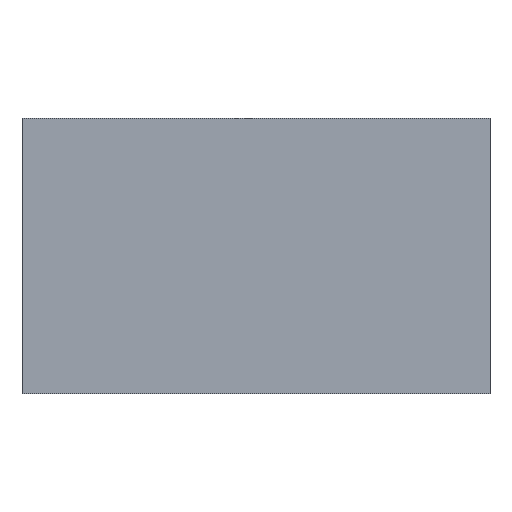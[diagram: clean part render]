
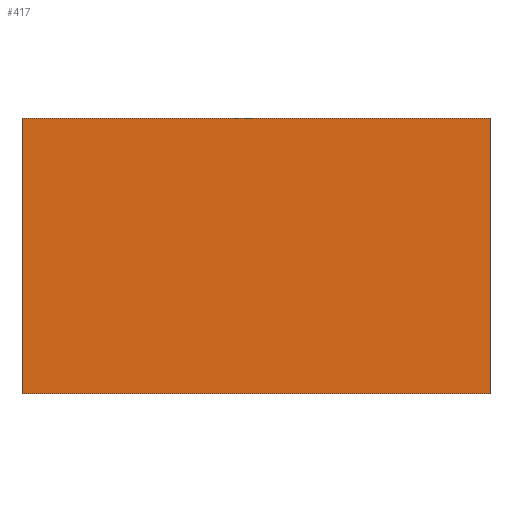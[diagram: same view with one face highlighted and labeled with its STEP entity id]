
A CAD part, front view. The second image highlights one B-rep face of the part: STEP entity #417.
In plain terms, the highlighted planar face has unit normal (0, -1, 0).
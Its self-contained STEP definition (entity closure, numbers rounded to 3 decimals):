
#361=CARTESIAN_POINT('',(8.5,-5.5,10.0));
#362=VERTEX_POINT('',#361);
#369=CARTESIAN_POINT('',(8.5,-5.5,0.0));
#370=VERTEX_POINT('',#369);
#371=CARTESIAN_POINT('',(8.5,-5.5,0.0));
#372=DIRECTION('',(0.0,0.0,1.0));
#373=VECTOR('',#372,10.0);
#374=LINE('',#371,#373);
#375=EDGE_CURVE('',#370,#362,#374,.T.);
#387=CARTESIAN_POINT('',(8.5,-5.5,0.0));
#388=DIRECTION('',(0.0,-1.0,0.0));
#389=DIRECTION('',(0.0,0.0,-1.0));
#390=AXIS2_PLACEMENT_3D('',#387,#388,#389);
#391=PLANE('',#390);
#392=CARTESIAN_POINT('',(-8.5,-5.5,10.0));
#393=VERTEX_POINT('',#392);
#394=CARTESIAN_POINT('',(8.5,-5.5,10.0));
#395=DIRECTION('',(-1.0,0.0,0.0));
#396=VECTOR('',#395,17.0);
#397=LINE('',#394,#396);
#398=EDGE_CURVE('',#362,#393,#397,.T.);
#399=ORIENTED_EDGE('',*,*,#398,.T.);
#400=CARTESIAN_POINT('',(-8.5,-5.5,0.0));
#401=VERTEX_POINT('',#400);
#402=CARTESIAN_POINT('',(-8.5,-5.5,0.0));
#403=DIRECTION('',(0.0,0.0,1.0));
#404=VECTOR('',#403,10.0);
#405=LINE('',#402,#404);
#406=EDGE_CURVE('',#401,#393,#405,.T.);
#407=ORIENTED_EDGE('',*,*,#406,.F.);
#408=CARTESIAN_POINT('',(8.5,-5.5,0.0));
#409=DIRECTION('',(-1.0,0.0,0.0));
#410=VECTOR('',#409,17.0);
#411=LINE('',#408,#410);
#412=EDGE_CURVE('',#370,#401,#411,.T.);
#413=ORIENTED_EDGE('',*,*,#412,.F.);
#414=ORIENTED_EDGE('',*,*,#375,.T.);
#415=EDGE_LOOP('',(#399,#407,#413,#414));
#416=FACE_OUTER_BOUND('',#415,.T.);
#417=ADVANCED_FACE('',(#416),#391,.T.);
